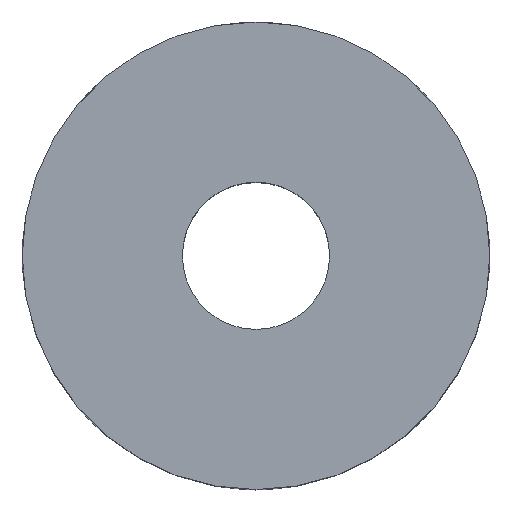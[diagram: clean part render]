
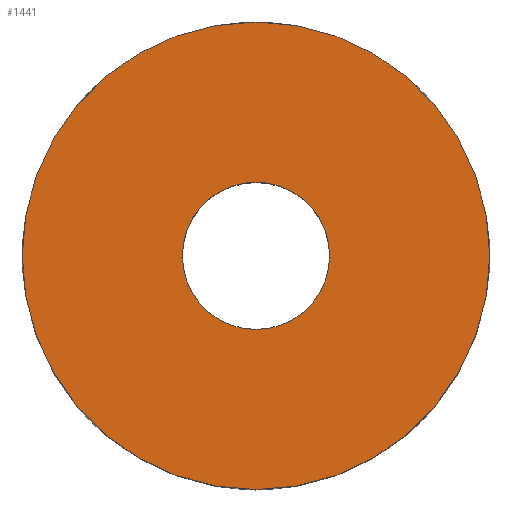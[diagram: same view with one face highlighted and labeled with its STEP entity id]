
A CAD part, top view. The second image highlights one B-rep face of the part: STEP entity #1441.
In plain terms, the highlighted planar face has unit normal (0, 0, 1).
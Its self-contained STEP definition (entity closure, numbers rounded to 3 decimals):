
#22 = VERTEX_POINT('',#23);
#23 = CARTESIAN_POINT('',(4445.,0.,2285.));
#32 = CYLINDRICAL_SURFACE('',#33,4445.);
#33 = AXIS2_PLACEMENT_3D('',#34,#35,#36);
#34 = CARTESIAN_POINT('',(0.,0.,2285.));
#35 = DIRECTION('',(-0.,-0.,-1.));
#36 = DIRECTION('',(1.,0.,0.));
#51 = EDGE_CURVE('',#22,#22,#52,.T.);
#52 = SURFACE_CURVE('',#53,(#58,#65),.PCURVE_S1.);
#53 = CIRCLE('',#54,4445.);
#54 = AXIS2_PLACEMENT_3D('',#55,#56,#57);
#55 = CARTESIAN_POINT('',(0.,0.,2285.));
#56 = DIRECTION('',(0.,0.,1.));
#57 = DIRECTION('',(1.,0.,-0.));
#58 = PCURVE('',#32,#59);
#59 = DEFINITIONAL_REPRESENTATION('',(#60),#64);
#60 = LINE('',#61,#62);
#61 = CARTESIAN_POINT('',(-0.,0.));
#62 = VECTOR('',#63,1.);
#63 = DIRECTION('',(-1.,0.));
#64 = ( GEOMETRIC_REPRESENTATION_CONTEXT(2) 
PARAMETRIC_REPRESENTATION_CONTEXT() REPRESENTATION_CONTEXT('2D SPACE',''
  ) );
#65 = PCURVE('',#66,#71);
#66 = PLANE('',#67);
#67 = AXIS2_PLACEMENT_3D('',#68,#69,#70);
#68 = CARTESIAN_POINT('',(0.,0.,2285.));
#69 = DIRECTION('',(0.,0.,1.));
#70 = DIRECTION('',(1.,0.,-0.));
#71 = DEFINITIONAL_REPRESENTATION('',(#72),#76);
#72 = CIRCLE('',#73,4445.);
#73 = AXIS2_PLACEMENT_2D('',#74,#75);
#74 = CARTESIAN_POINT('',(0.,0.));
#75 = DIRECTION('',(1.,-0.));
#76 = ( GEOMETRIC_REPRESENTATION_CONTEXT(2) 
PARAMETRIC_REPRESENTATION_CONTEXT() REPRESENTATION_CONTEXT('2D SPACE',''
  ) );
#1405 = CYLINDRICAL_SURFACE('',#1406,1400.);
#1406 = AXIS2_PLACEMENT_3D('',#1407,#1408,#1409);
#1407 = CARTESIAN_POINT('',(0.,0.,-2285.));
#1408 = DIRECTION('',(0.,0.,1.));
#1409 = DIRECTION('',(1.,0.,-0.));
#1441 = ADVANCED_FACE('',(#1442,#1468),#66,.T.);
#1442 = FACE_BOUND('',#1443,.F.);
#1443 = EDGE_LOOP('',(#1444));
#1444 = ORIENTED_EDGE('',*,*,#1445,.T.);
#1445 = EDGE_CURVE('',#1446,#1446,#1448,.T.);
#1446 = VERTEX_POINT('',#1447);
#1447 = CARTESIAN_POINT('',(1400.,0.,2285.));
#1448 = SURFACE_CURVE('',#1449,(#1454,#1461),.PCURVE_S1.);
#1449 = CIRCLE('',#1450,1400.);
#1450 = AXIS2_PLACEMENT_3D('',#1451,#1452,#1453);
#1451 = CARTESIAN_POINT('',(0.,0.,2285.));
#1452 = DIRECTION('',(0.,0.,1.));
#1453 = DIRECTION('',(1.,0.,-0.));
#1454 = PCURVE('',#66,#1455);
#1455 = DEFINITIONAL_REPRESENTATION('',(#1456),#1460);
#1456 = CIRCLE('',#1457,1400.);
#1457 = AXIS2_PLACEMENT_2D('',#1458,#1459);
#1458 = CARTESIAN_POINT('',(0.,0.));
#1459 = DIRECTION('',(1.,-0.));
#1460 = ( GEOMETRIC_REPRESENTATION_CONTEXT(2) 
PARAMETRIC_REPRESENTATION_CONTEXT() REPRESENTATION_CONTEXT('2D SPACE',''
  ) );
#1461 = PCURVE('',#1405,#1462);
#1462 = DEFINITIONAL_REPRESENTATION('',(#1463),#1467);
#1463 = LINE('',#1464,#1465);
#1464 = CARTESIAN_POINT('',(0.,4570.));
#1465 = VECTOR('',#1466,1.);
#1466 = DIRECTION('',(1.,0.));
#1467 = ( GEOMETRIC_REPRESENTATION_CONTEXT(2) 
PARAMETRIC_REPRESENTATION_CONTEXT() REPRESENTATION_CONTEXT('2D SPACE',''
  ) );
#1468 = FACE_BOUND('',#1469,.F.);
#1469 = EDGE_LOOP('',(#1470));
#1470 = ORIENTED_EDGE('',*,*,#51,.F.);
